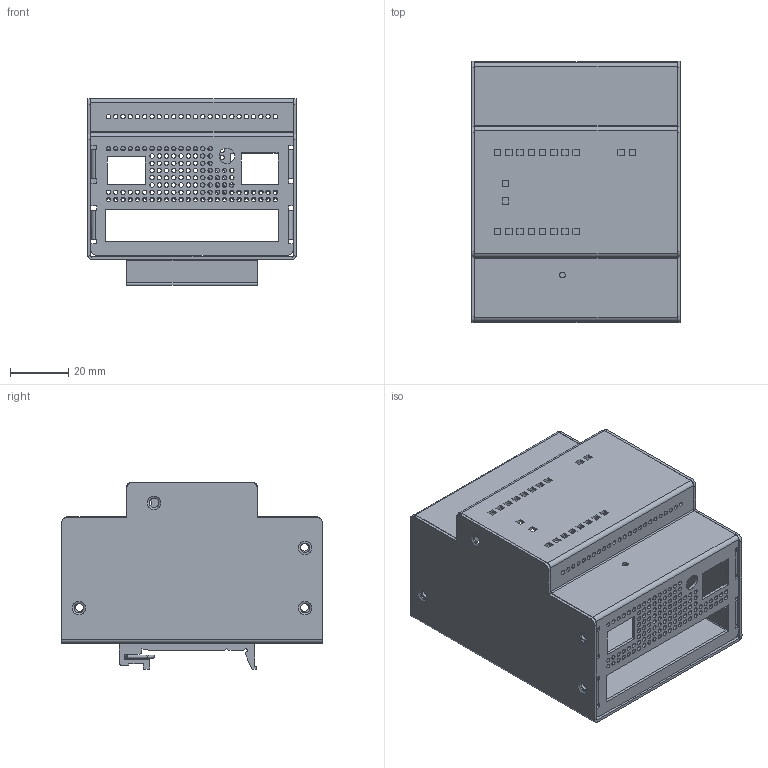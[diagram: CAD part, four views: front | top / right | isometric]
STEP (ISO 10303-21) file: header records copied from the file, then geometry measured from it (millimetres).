
FILE_DESCRIPTION(/* description */ (''),/* implementation_level */ '2;1');
FILE_NAME(/* name */ 'S207_Sestava krabičky v1.0.step',/* time_stamp */ '2021-08-31T09:18:28+02:00',/* author */ (''),/* organization */ (''),/* preprocessor_version */ 'ST-DEVELOPER v18.1',/* originating_system */ 'Autodesk Translation Framework v10.10.0.1391',/* authorisation */ '');
FILE_SCHEMA (('AUTOMOTIVE_DESIGN { 1 0 10303 214 3 1 1 }'));
Length unit declared in the file: millimetre
Products named in the file (6): S207_Sestava krabičky v1.0; S207-S217-S507-517-607_SKELET_1.0; TR Fastenings Ltd-M2_5X5MM; DIN drzak-4M-45mm(EMKO); Pružina; S207_KRYT_1.0
Assembly tree (6 placements, depth 4):
  S207_Sestava krabičky v1.0
    S207-S217-S507-517-607_SKELET_1.0
      TR Fastenings Ltd-M2_5X5MM  x2
      DIN drzak-4M-45mm(EMKO)
        Pružina
    S207_KRYT_1.0
Bounding box: 71.82 x 90 x 64.43 mm (x, y, z)
Volume: 33129.2 mm3; surface area: 62387.6 mm2
Topology: 6 solids, 6 shells, 699 faces, 1913 edges, 1230 vertices
Faces by surface type: cylinder 351, plane 315, cone 17, bspline 11, torus 5
Full cylindrical faces by diameter (mm): 1 x6, 1.5 x217, 2 x1, 2.075 x8, 2.58 x2, 2.7 x10, 3.2 x13, 3.76 x2, 4.11 x2, 4.2 x2, 5.4 x1
Entity records: 23628 total; most frequent: CARTESIAN_POINT 5036, DIRECTION 3774, ORIENTED_EDGE 3652, EDGE_CURVE 1826, AXIS2_PLACEMENT_3D 1330, EDGE_LOOP 1208, VERTEX_POINT 1174, LINE 1114
